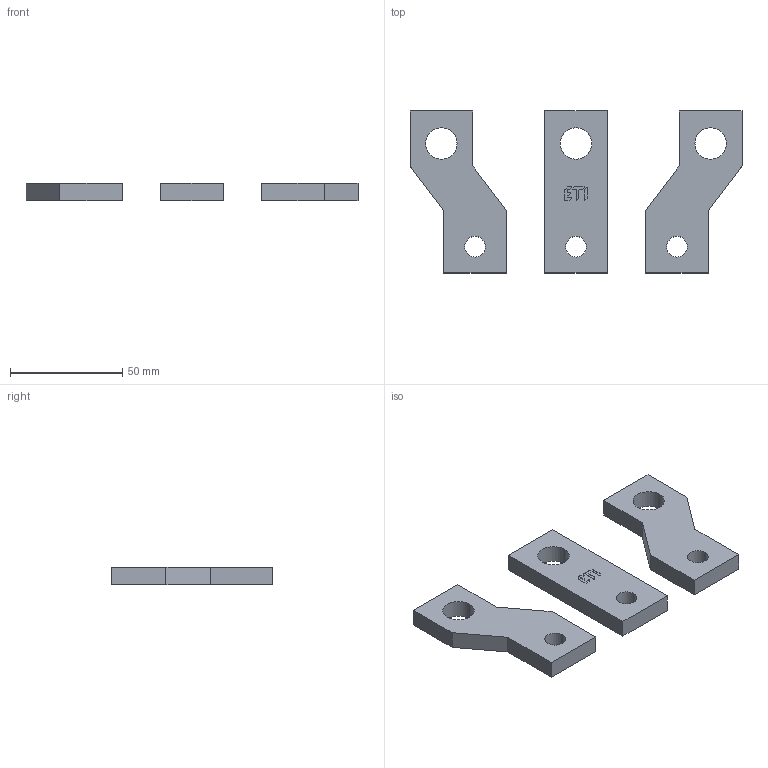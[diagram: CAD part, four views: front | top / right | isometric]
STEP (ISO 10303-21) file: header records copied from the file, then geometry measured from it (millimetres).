
FILE_DESCRIPTION((''),'2;1');
FILE_NAME('ZB2_400_3P_OFFSET_ASM','2021-11-03T',('marketing.praksa'),('Audax d.o.o.'),'CREO PARAMETRIC BY PTC INC, 2017480','CREO PARAMETRIC BY PTC INC, 2017480','');
FILE_SCHEMA(('AUTOMOTIVE_DESIGN { 1 0 10303 214 1 1 1 1 }'));
Length unit declared in the file: millimetre
Products named in the file (5): 630; 634; 638; PRT9594; ZB2_400_3P_OFFSET_ASM
Assembly tree (4 placements, depth 2):
  ZB2_400_3P_OFFSET_ASM
    630
    634
    638
    PRT9594
Bounding box: 148 x 72.21 x 8 mm (x, y, z)
Volume: 43213.7 mm3; surface area: 17702.3 mm2
Topology: 6 solids, 6 shells, 143 faces, 384 edges, 256 vertices
Faces by surface type: plane 83, cylinder 60
Entity records: 7143 total; most frequent: DIRECTION 808, CARTESIAN_POINT 805, ORIENTED_EDGE 768, PRESENTATION_STYLE_ASSIGNMENT 533, STYLED_ITEM 533, CURVE_STYLE 384, EDGE_CURVE 384, AXIS2_PLACEMENT_3D 272
